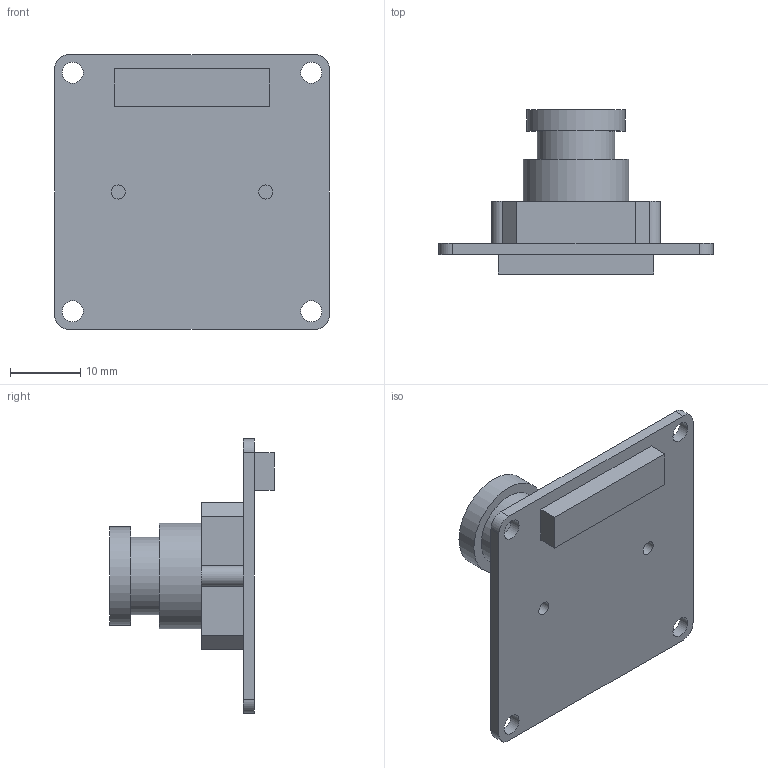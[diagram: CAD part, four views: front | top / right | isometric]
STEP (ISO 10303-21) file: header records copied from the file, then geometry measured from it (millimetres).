
FILE_DESCRIPTION(/* description */ (''),/* implementation_level */ '2;1');
FILE_NAME(/* name */ 'Innomaker_OV9281.stp',/* time_stamp */ '2021-04-16T13:13:44+02:00',/* author */ ('junnu'),/* organization */ (''),/* preprocessor_version */ 'ST-DEVELOPER v18',/* originating_system */ 'Autodesk Inventor 2020',/* authorisation */ '');
FILE_SCHEMA (('AUTOMOTIVE_DESIGN { 1 0 10303 214 3 1 1 }'));
Length unit declared in the file: millimetre
Products named in the file (1): Innomaker_OV9281
Bounding box: 39.1 x 23.4 x 39.1 mm (x, y, z)
Volume: 7223.1 mm3; surface area: 4689.7 mm2
Topology: 1 solids, 1 shells, 44 faces, 114 edges, 80 vertices
Faces by surface type: plane 28, cylinder 16
Full cylindrical faces by diameter (mm): 2 x2, 3 x4, 10 x1, 11 x1, 14 x1, 15 x1
Entity records: 1510 total; most frequent: DIRECTION 248, CARTESIAN_POINT 239, ORIENTED_EDGE 228, EDGE_CURVE 114, AXIS2_PLACEMENT_3D 89, VERTEX_POINT 80, LINE 70, VECTOR 70
